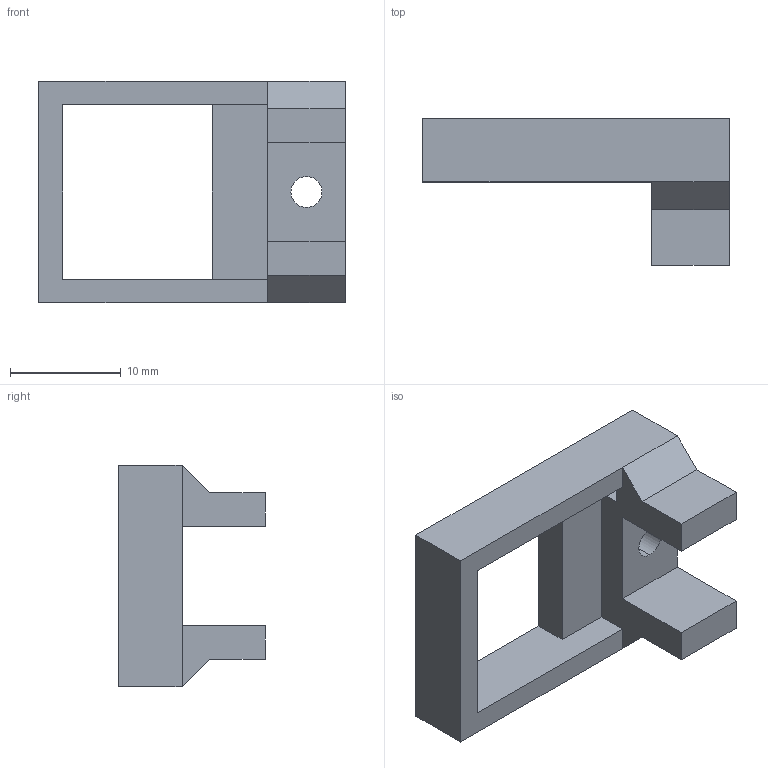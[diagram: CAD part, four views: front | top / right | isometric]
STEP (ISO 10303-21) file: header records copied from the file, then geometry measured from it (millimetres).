
FILE_DESCRIPTION (( 'STEP AP203' ), '1' );
FILE_NAME ('ESP32Holder.STEP', '2024-10-09T13:46:04', ( '' ), ( '' ), 'SwSTEP 2.0', 'SolidWorks 2023', '' );
FILE_SCHEMA (( 'CONFIG_CONTROL_DESIGN' ));
Length unit declared in the file: millimetre
Products named in the file (1): ESP32Holder
Bounding box: 27.65 x 13.2 x 20 mm (x, y, z)
Volume: 1932.9 mm3; surface area: 2002.5 mm2
Topology: 1 solids, 1 shells, 29 faces, 84 edges, 55 vertices
Faces by surface type: plane 25, cylinder 4
Entity records: 1031 total; most frequent: CARTESIAN_POINT 169, ORIENTED_EDGE 168, DIRECTION 152, EDGE_CURVE 84, LINE 76, VECTOR 76, VERTEX_POINT 55, AXIS2_PLACEMENT_3D 38
